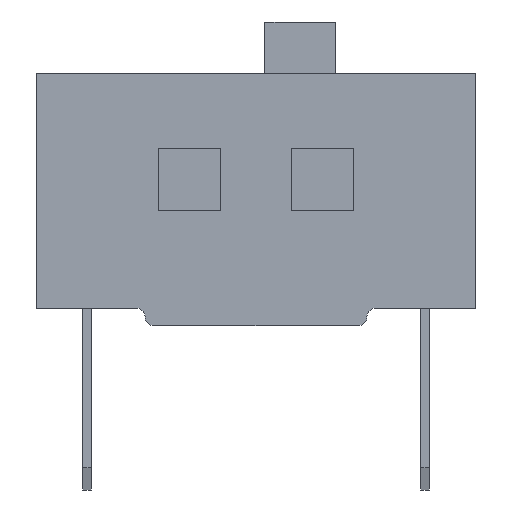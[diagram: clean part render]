
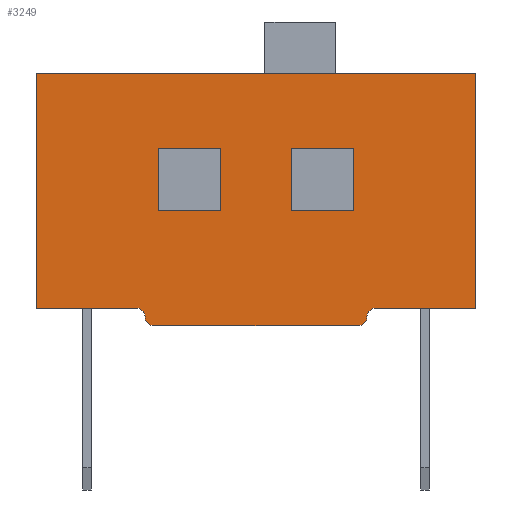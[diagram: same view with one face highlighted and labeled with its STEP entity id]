
A CAD part, left-side view. The second image highlights one B-rep face of the part: STEP entity #3249.
In plain terms, the highlighted planar face has unit normal (-1, 0, 0).
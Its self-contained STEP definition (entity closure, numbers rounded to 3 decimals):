
#109=CIRCLE('',#3402,0.2);
#110=CIRCLE('',#3403,0.2);
#111=CIRCLE('',#3404,0.2);
#112=CIRCLE('',#3405,0.2);
#127=ORIENTED_EDGE('',*,*,#825,.T.);
#128=ORIENTED_EDGE('',*,*,#826,.T.);
#129=ORIENTED_EDGE('',*,*,#827,.T.);
#130=ORIENTED_EDGE('',*,*,#828,.T.);
#131=ORIENTED_EDGE('',*,*,#829,.T.);
#132=ORIENTED_EDGE('',*,*,#830,.T.);
#133=ORIENTED_EDGE('',*,*,#831,.T.);
#134=ORIENTED_EDGE('',*,*,#832,.T.);
#135=ORIENTED_EDGE('',*,*,#833,.F.);
#136=ORIENTED_EDGE('',*,*,#834,.F.);
#137=ORIENTED_EDGE('',*,*,#835,.T.);
#138=ORIENTED_EDGE('',*,*,#836,.T.);
#139=ORIENTED_EDGE('',*,*,#837,.T.);
#140=ORIENTED_EDGE('',*,*,#838,.T.);
#141=ORIENTED_EDGE('',*,*,#839,.T.);
#142=ORIENTED_EDGE('',*,*,#840,.T.);
#143=ORIENTED_EDGE('',*,*,#841,.T.);
#144=ORIENTED_EDGE('',*,*,#842,.T.);
#825=EDGE_CURVE('',#1174,#1175,#1408,.T.);
#826=EDGE_CURVE('',#1175,#1176,#1409,.T.);
#827=EDGE_CURVE('',#1176,#1177,#1410,.T.);
#828=EDGE_CURVE('',#1177,#1174,#1411,.T.);
#829=EDGE_CURVE('',#1178,#1179,#1412,.T.);
#830=EDGE_CURVE('',#1179,#1180,#109,.F.);
#831=EDGE_CURVE('',#1180,#1181,#110,.T.);
#832=EDGE_CURVE('',#1181,#1182,#1413,.T.);
#833=EDGE_CURVE('',#1183,#1182,#1414,.T.);
#834=EDGE_CURVE('',#1184,#1183,#1415,.T.);
#835=EDGE_CURVE('',#1184,#1185,#1416,.T.);
#836=EDGE_CURVE('',#1185,#1186,#1417,.T.);
#837=EDGE_CURVE('',#1186,#1187,#111,.T.);
#838=EDGE_CURVE('',#1187,#1178,#112,.F.);
#839=EDGE_CURVE('',#1188,#1189,#1418,.T.);
#840=EDGE_CURVE('',#1189,#1190,#1419,.T.);
#841=EDGE_CURVE('',#1190,#1191,#1420,.T.);
#842=EDGE_CURVE('',#1191,#1188,#1421,.T.);
#1174=VERTEX_POINT('',#4145);
#1175=VERTEX_POINT('',#4146);
#1176=VERTEX_POINT('',#4148);
#1177=VERTEX_POINT('',#4150);
#1178=VERTEX_POINT('',#4153);
#1179=VERTEX_POINT('',#4154);
#1180=VERTEX_POINT('',#4156);
#1181=VERTEX_POINT('',#4158);
#1182=VERTEX_POINT('',#4160);
#1183=VERTEX_POINT('',#4162);
#1184=VERTEX_POINT('',#4164);
#1185=VERTEX_POINT('',#4166);
#1186=VERTEX_POINT('',#4168);
#1187=VERTEX_POINT('',#4170);
#1188=VERTEX_POINT('',#4173);
#1189=VERTEX_POINT('',#4174);
#1190=VERTEX_POINT('',#4176);
#1191=VERTEX_POINT('',#4178);
#1408=LINE('',#4144,#1685);
#1409=LINE('',#4147,#1686);
#1410=LINE('',#4149,#1687);
#1411=LINE('',#4151,#1688);
#1412=LINE('',#4152,#1689);
#1413=LINE('',#4159,#1690);
#1414=LINE('',#4161,#1691);
#1415=LINE('',#4163,#1692);
#1416=LINE('',#4165,#1693);
#1417=LINE('',#4167,#1694);
#1418=LINE('',#4172,#1695);
#1419=LINE('',#4175,#1696);
#1420=LINE('',#4177,#1697);
#1421=LINE('',#4179,#1698);
#1685=VECTOR('',#3559,1000.);
#1686=VECTOR('',#3560,1000.);
#1687=VECTOR('',#3561,1000.);
#1688=VECTOR('',#3562,1000.);
#1689=VECTOR('',#3563,1000.);
#1690=VECTOR('',#3568,1000.);
#1691=VECTOR('',#3569,1000.);
#1692=VECTOR('',#3570,1000.);
#1693=VECTOR('',#3571,1000.);
#1694=VECTOR('',#3572,1000.);
#1695=VECTOR('',#3577,1000.);
#1696=VECTOR('',#3578,1000.);
#1697=VECTOR('',#3579,1000.);
#1698=VECTOR('',#3580,1000.);
#1962=EDGE_LOOP('',(#127,#128,#129,#130));
#1963=EDGE_LOOP('',(#131,#132,#133,#134,#135,#136,#137,#138,#139,#140));
#1964=EDGE_LOOP('',(#141,#142,#143,#144));
#2119=FACE_BOUND('',#1962,.T.);
#2120=FACE_BOUND('',#1963,.T.);
#2121=FACE_BOUND('',#1964,.T.);
#2276=PLANE('',#3401);
#3249=ADVANCED_FACE('',(#2119,#2120,#2121),#2276,.F.);
#3401=AXIS2_PLACEMENT_3D('',#4143,#3557,#3558);
#3402=AXIS2_PLACEMENT_3D('',#4155,#3564,#3565);
#3403=AXIS2_PLACEMENT_3D('',#4157,#3566,#3567);
#3404=AXIS2_PLACEMENT_3D('',#4169,#3573,#3574);
#3405=AXIS2_PLACEMENT_3D('',#4171,#3575,#3576);
#3557=DIRECTION('',(1.,0.,0.));
#3558=DIRECTION('',(0.,0.,-1.));
#3559=DIRECTION('',(0.,1.,0.));
#3560=DIRECTION('',(0.,0.,1.));
#3561=DIRECTION('',(0.,-1.,0.));
#3562=DIRECTION('',(0.,0.,-1.));
#3563=DIRECTION('',(0.,-1.,0.));
#3564=DIRECTION('',(1.,0.,0.));
#3565=DIRECTION('',(0.,0.,-1.));
#3566=DIRECTION('',(1.,0.,0.));
#3567=DIRECTION('',(0.,0.,-1.));
#3568=DIRECTION('',(0.,-1.,0.));
#3569=DIRECTION('',(0.,0.,-1.));
#3570=DIRECTION('',(0.,-1.,0.));
#3571=DIRECTION('',(0.,0.,-1.));
#3572=DIRECTION('',(0.,-1.,0.));
#3573=DIRECTION('',(1.,0.,0.));
#3574=DIRECTION('',(0.,0.,-1.));
#3575=DIRECTION('',(1.,0.,0.));
#3576=DIRECTION('',(0.,0.,-1.));
#3577=DIRECTION('',(0.,1.,0.));
#3578=DIRECTION('',(0.,0.,1.));
#3579=DIRECTION('',(0.,-1.,0.));
#3580=DIRECTION('',(0.,0.,-1.));
#4143=CARTESIAN_POINT('',(-3.04,4.95,5.3));
#4144=CARTESIAN_POINT('',(-3.04,0.8,2.2));
#4145=CARTESIAN_POINT('',(-3.04,0.8,2.2));
#4146=CARTESIAN_POINT('',(-3.04,2.2,2.2));
#4147=CARTESIAN_POINT('',(-3.04,2.2,2.2));
#4148=CARTESIAN_POINT('',(-3.04,2.2,3.6));
#4149=CARTESIAN_POINT('',(-3.04,2.2,3.6));
#4150=CARTESIAN_POINT('',(-3.04,0.8,3.6));
#4151=CARTESIAN_POINT('',(-3.04,0.8,3.6));
#4152=CARTESIAN_POINT('',(-3.04,2.5,-0.4));
#4153=CARTESIAN_POINT('',(-3.04,2.3,-0.4));
#4154=CARTESIAN_POINT('',(-3.04,-2.3,-0.4));
#4155=CARTESIAN_POINT('',(-3.04,-2.3,-0.2));
#4156=CARTESIAN_POINT('',(-3.04,-2.5,-0.2));
#4157=CARTESIAN_POINT('',(-3.04,-2.7,-0.2));
#4158=CARTESIAN_POINT('',(-3.04,-2.7,0.));
#4159=CARTESIAN_POINT('',(-3.04,4.95,0.));
#4160=CARTESIAN_POINT('',(-3.04,-4.95,0.));
#4161=CARTESIAN_POINT('',(-3.04,-4.95,5.3));
#4162=CARTESIAN_POINT('',(-3.04,-4.95,5.3));
#4163=CARTESIAN_POINT('',(-3.04,4.95,5.3));
#4164=CARTESIAN_POINT('',(-3.04,4.95,5.3));
#4165=CARTESIAN_POINT('',(-3.04,4.95,5.3));
#4166=CARTESIAN_POINT('',(-3.04,4.95,0.));
#4167=CARTESIAN_POINT('',(-3.04,4.95,0.));
#4168=CARTESIAN_POINT('',(-3.04,2.7,0.));
#4169=CARTESIAN_POINT('',(-3.04,2.7,-0.2));
#4170=CARTESIAN_POINT('',(-3.04,2.5,-0.2));
#4171=CARTESIAN_POINT('',(-3.04,2.3,-0.2));
#4172=CARTESIAN_POINT('',(-3.04,-2.2,2.2));
#4173=CARTESIAN_POINT('',(-3.04,-2.2,2.2));
#4174=CARTESIAN_POINT('',(-3.04,-0.8,2.2));
#4175=CARTESIAN_POINT('',(-3.04,-0.8,2.2));
#4176=CARTESIAN_POINT('',(-3.04,-0.8,3.6));
#4177=CARTESIAN_POINT('',(-3.04,-0.8,3.6));
#4178=CARTESIAN_POINT('',(-3.04,-2.2,3.6));
#4179=CARTESIAN_POINT('',(-3.04,-2.2,3.6));
